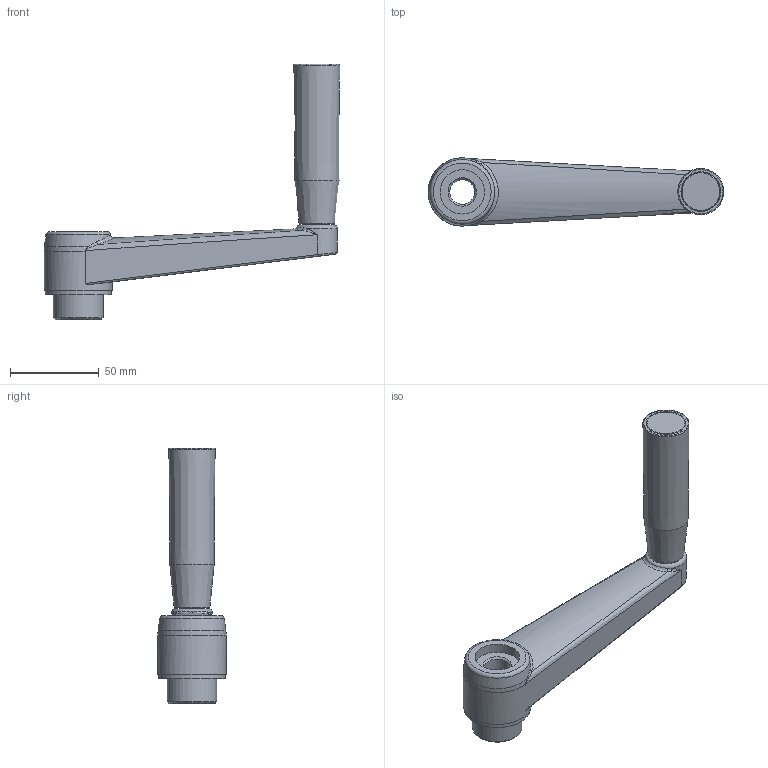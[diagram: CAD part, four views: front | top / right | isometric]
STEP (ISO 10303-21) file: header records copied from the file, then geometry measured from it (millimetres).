
FILE_DESCRIPTION( ( 'Unknown' ), '1' );
FILE_NAME( 'Parte1.stp', 'Unknown', ( 'Unknown' ), ( 'Unknown' ), 'PSStep 11.0', 'Unknown', ' ' );
FILE_SCHEMA( ( 'AUTOMOTIVE_DESIGN { 1 0 10303 214 1 1 1 1 }' ) );
Length unit declared in the file: millimetre
Products named in the file (1): 1801076
Bounding box: 166.63 x 38.5 x 143.75 mm (x, y, z)
Volume: 116292.8 mm3; surface area: 46656.1 mm2
Topology: 1 solids, 2 shells, 289 faces, 719 edges, 448 vertices
Faces by surface type: plane 131, cylinder 58, bspline 46, cone 33, torus 21
Full cylindrical faces by diameter (mm): 4.1 x1, 5.3 x1, 6.5 x1, 6.647 x1, 8.7 x1, 9.6 x1, 10.2 x1, 10.75 x3, 11 x1, 12.15 x1, 13 x1, 13.06 x1, 14 x1, 17.28 x1, 21.6 x2, 22 x1, 25 x1, 28 x1, 37.31 x1, 38.5 x1
Entity records: 15938 total; most frequent: CARTESIAN_POINT 7401, ORIENTED_EDGE 1270, DIRECTION 1234, EDGE_CURVE 635, AXIS2_PLACEMENT_3D 484, VERTEX_POINT 425, EDGE_LOOP 365, FACE_OUTER_BOUND 324
